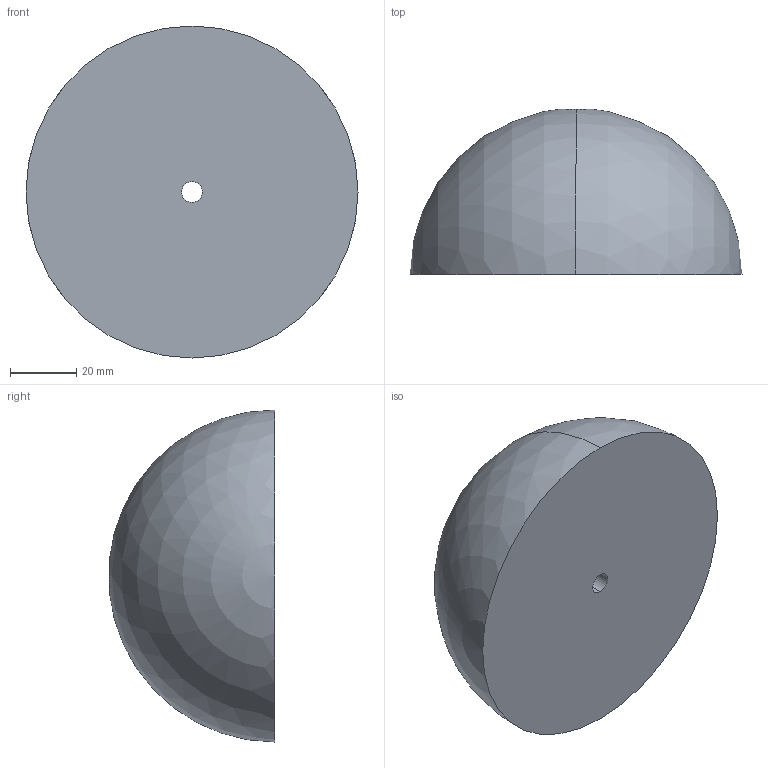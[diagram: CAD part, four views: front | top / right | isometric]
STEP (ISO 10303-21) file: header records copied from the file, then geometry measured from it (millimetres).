
FILE_DESCRIPTION (( 'STEP AP214' ), '1' );
FILE_NAME ('SiliconeMold.STEP', '2021-10-28T01:28:37', ( '' ), ( '' ), 'SwSTEP 2.0', 'SolidWorks 2021', '' );
FILE_SCHEMA (( 'AUTOMOTIVE_DESIGN' ));
Length unit declared in the file: millimetre
Products named in the file (1): SiliconeMold
Bounding box: 100 x 49.75 x 100 mm (x, y, z)
Volume: 260173.2 mm3; surface area: 24473.7 mm2
Topology: 1 solids, 1 shells, 7 faces, 18 edges, 10 vertices
Faces by surface type: cone 2, cylinder 2, sphere 2, plane 1
Entity records: 224 total; most frequent: DIRECTION 40, CARTESIAN_POINT 30, ORIENTED_EDGE 28, AXIS2_PLACEMENT_3D 18, EDGE_CURVE 14, CIRCLE 10, VERTEX_POINT 8, EDGE_LOOP 8
